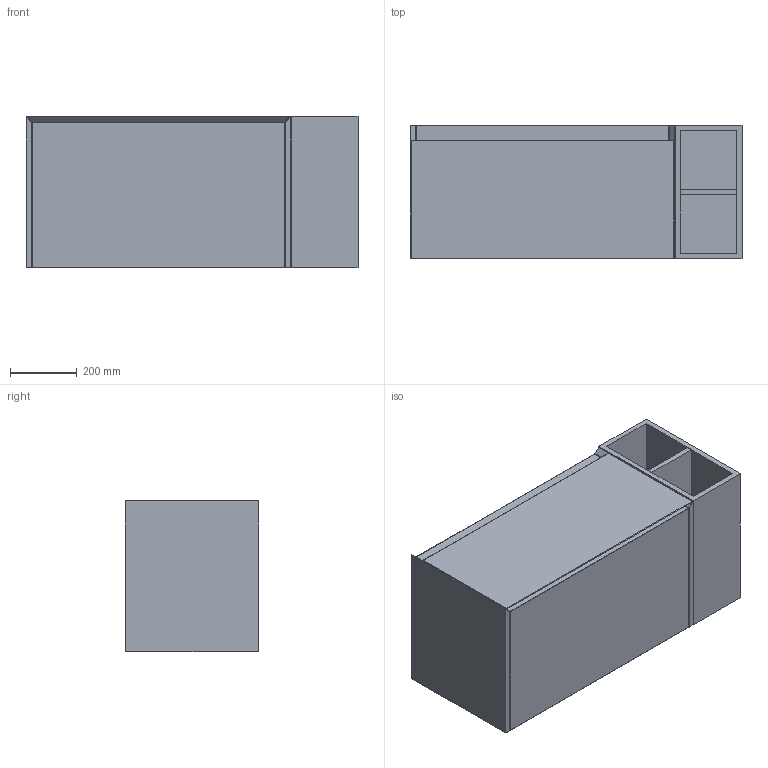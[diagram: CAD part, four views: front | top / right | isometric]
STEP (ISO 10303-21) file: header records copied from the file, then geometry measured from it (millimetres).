
FILE_DESCRIPTION (( 'STEP AP214' ), '1' );
FILE_NAME ('UNI100W1.S_1_STEP_V10424.STEP', '2024-04-04T13:25:30', ( '' ), ( '' ), 'SwSTEP 2.0', 'SolidWorks 2019', '' );
FILE_SCHEMA (( 'AUTOMOTIVE_DESIGN' ));
Length unit declared in the file: millimetre
Products named in the file (5): Furniture Spacer_v20224; UNI100W1.S_1_STEP_V10424; Carcass_v10722_800 1D; Drawers_v10722_80cm 1 Draweer; UNI Furn_v10722_80 1D
Assembly tree (4 placements, depth 3):
  UNI100W1.S_1_STEP_V10424
    Furniture Spacer_v20224
    UNI Furn_v10722_80 1D
      Carcass_v10722_800 1D
      Drawers_v10722_80cm 1 Draweer
Bounding box: 995 x 400 x 455 mm (x, y, z)
Volume: 37558831.9 mm3; surface area: 4754602 mm2
Topology: 14 solids, 14 shells, 235 faces, 505 edges, 262 vertices
Faces by surface type: plane 99, cylinder 90, sphere 44, torus 2
Entity records: 6148 total; most frequent: DIRECTION 1117, CARTESIAN_POINT 974, ORIENTED_EDGE 918, EDGE_CURVE 459, AXIS2_PLACEMENT_3D 419, VECTOR 279, LINE 279, VERTEX_POINT 260
